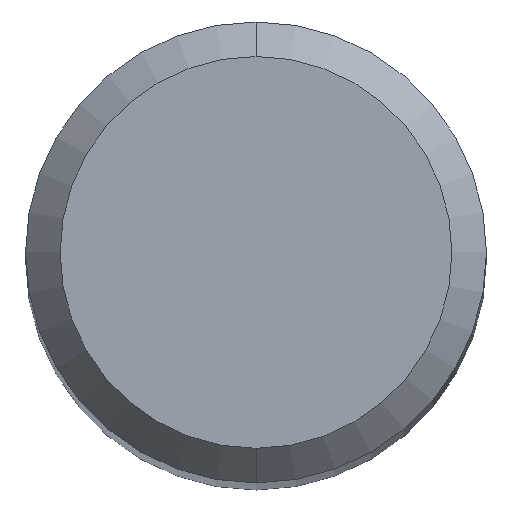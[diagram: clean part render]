
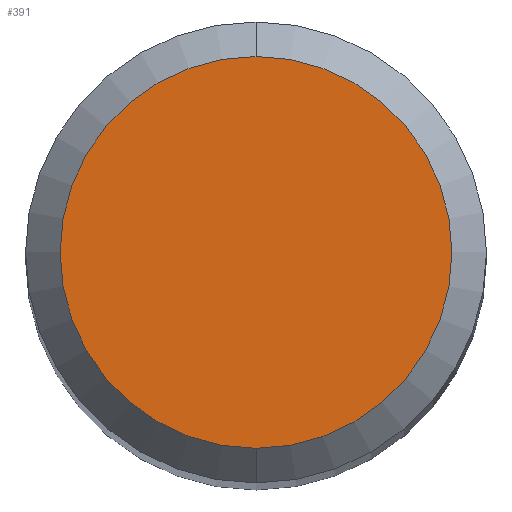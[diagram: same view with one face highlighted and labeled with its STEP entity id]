
A CAD part, top view. The second image highlights one B-rep face of the part: STEP entity #391.
In plain terms, the highlighted planar face has unit normal (0, 0, 1).
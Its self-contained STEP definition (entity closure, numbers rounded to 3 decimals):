
#207=VERTEX_POINT('',#517);
#245=VERTEX_POINT('',#559);
#299=EDGE_CURVE('',#245,#207,#617,.T.);
#391=ADVANCED_FACE('',(#720),#721,.T.);
#405=EDGE_CURVE('',#207,#245,#736,.T.);
#517=CARTESIAN_POINT('',(0.,-1.7,0.0));
#559=CARTESIAN_POINT('',(0.0,1.7,0.0));
#617=CIRCLE('',#1043,1.7);
#720=FACE_OUTER_BOUND('',#1251,.T.);
#721=PLANE('',#1252);
#736=CIRCLE('',#1285,1.7);
#1043=AXIS2_PLACEMENT_3D('',#1589,#1590,#1591);
#1251=EDGE_LOOP('',(#1707,#1708));
#1252=AXIS2_PLACEMENT_3D('',#1709,#1710,#1711);
#1285=AXIS2_PLACEMENT_3D('',#1725,#1726,#1727);
#1589=CARTESIAN_POINT('',(0.0,0.0,0.0));
#1590=DIRECTION('',(0.0,0.0,-1.0));
#1591=DIRECTION('',(0.0,1.0,0.0));
#1707=ORIENTED_EDGE('',*,*,#299,.F.);
#1708=ORIENTED_EDGE('',*,*,#405,.F.);
#1709=CARTESIAN_POINT('',(0.0,0.85,0.0));
#1710=DIRECTION('',(-0.0,0.0,1.0));
#1711=DIRECTION('',(0.0,-1.0,0.0));
#1725=CARTESIAN_POINT('',(0.0,0.0,0.0));
#1726=DIRECTION('',(0.0,0.0,-1.0));
#1727=DIRECTION('',(0.0,1.0,0.0));
